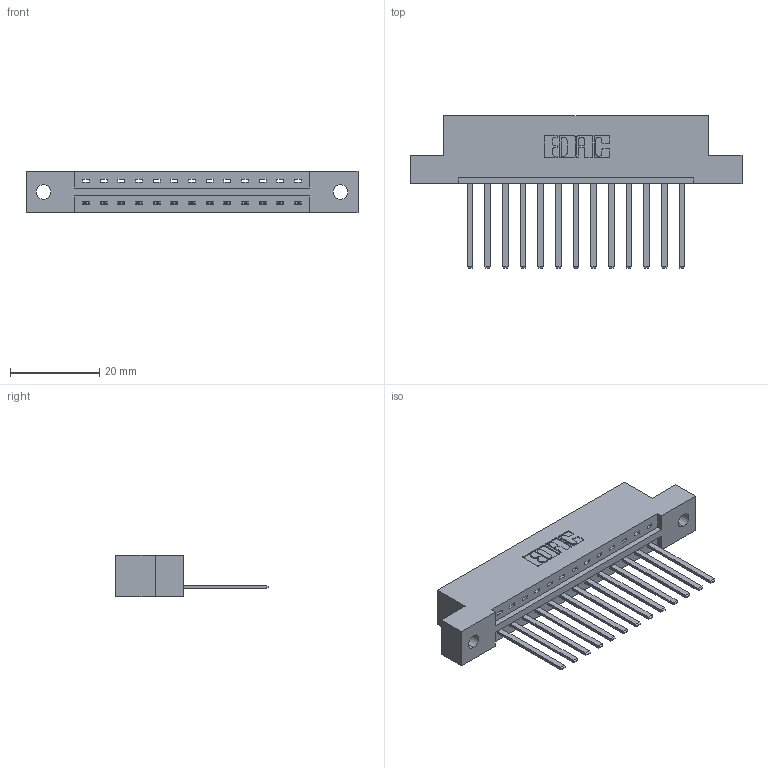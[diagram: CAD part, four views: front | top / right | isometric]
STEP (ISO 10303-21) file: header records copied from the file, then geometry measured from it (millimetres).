
FILE_DESCRIPTION (( 'STEP AP203' ), '1' );
FILE_NAME ('387-013-544-102.STEP', '2019-10-02T14:41:45', ( '' ), ( '' ), 'SwSTEP 2.0', 'SolidWorks 2016', '' );
FILE_SCHEMA (( 'CONFIG_CONTROL_DESIGN' ));
Length unit declared in the file: inch
Products named in the file (3): 345-292-001_345-293-144; 337 Part_Flush Mounting Lugs - 0.128 Dia; 387-013-544-102
Assembly tree (14 placements, depth 2):
  387-013-544-102
    337 Part_Flush Mounting Lugs - 0.128 Dia
    345-292-001_345-293-144  x13
Bounding box: 74.52 x 34.3 x 9.4 mm (x, y, z)
Volume: 7496.4 mm3; surface area: 7810.9 mm2
Topology: 14 solids, 14 shells, 842 faces, 2521 edges, 1662 vertices
Faces by surface type: plane 616, cylinder 226
Entity records: 13233 total; most frequent: CARTESIAN_POINT 2309, ORIENTED_EDGE 2258, DIRECTION 1999, EDGE_CURVE 1129, VECTOR 1005, LINE 1005, VERTEX_POINT 750, AXIS2_PLACEMENT_3D 497
